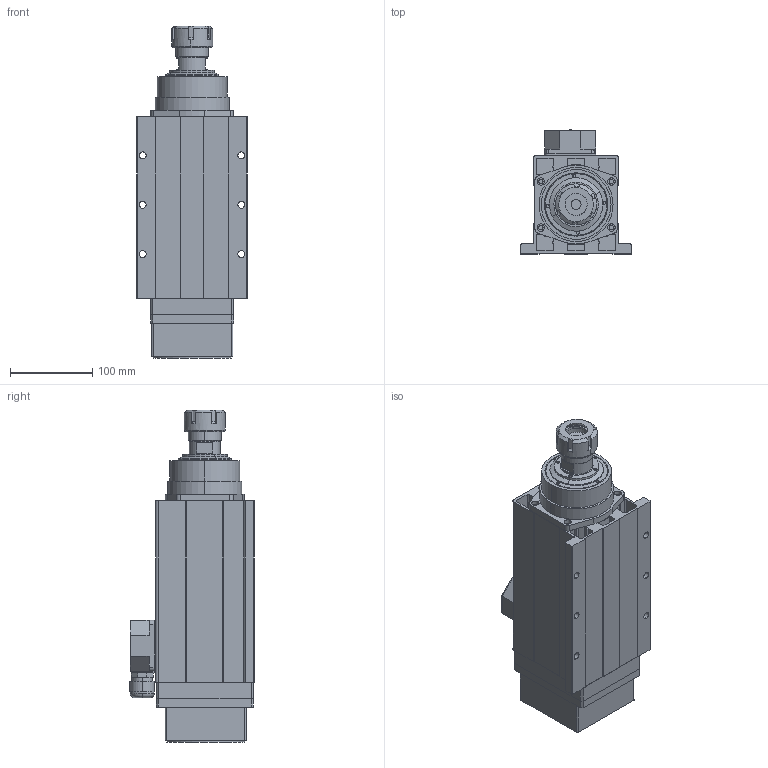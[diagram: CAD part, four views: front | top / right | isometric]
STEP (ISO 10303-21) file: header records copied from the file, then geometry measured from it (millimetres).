
FILE_DESCRIPTION (( 'STEP AP214' ), '1' );
FILE_NAME ('GDF60-18Z-5.5接线盒带脚款.STEP', '2021-05-27T08:19:06', ( '电脑' ), ( '' ), 'SwSTEP 2.0', 'SolidWorks 2018', '' );
FILE_SCHEMA (( 'AUTOMOTIVE_DESIGN' ));
Length unit declared in the file: millimetre
Products named in the file (15): 瑞欶結啣; GDF60-18Z-6.0-03 傷裔25; 瑞欶綴結啣; GDF46睿60籵蚚堤盄碟62x62; ER32樓綠蹟簽; GDF46睿60籵蚚堤盄碟62x62-PG13; GDF60-18Z-5.5(4.0)瑞欶SLDPRT; 萇埭羲壽M18x1.5PG13.5AD18; ER32-12 粟俶芠標; GDF60-18Z-6.0 儂褲湍褐; GDF60-18Z-6.0-01 躇猾裔; GDF46睿60籵蚚寡蝶菜62x62; GDF60-18Z-6.0-02 ヶ裔; GDF60-18Z-6.0-07 粣芛; GDF60-18Z-5.5諉盄碟湍褐遴
Assembly tree (14 placements, depth 3):
  GDF60-18Z-5.5諉盄碟湍褐遴
    GDF60-18Z-6.0-03 傷裔25
    GDF60-18Z-6.0-01 躇猾裔
    GDF60-18Z-6.0-07 粣芛
    GDF60-18Z-6.0-02 ヶ裔
    ER32-12 粟俶芠標
    ER32樓綠蹟簽
    瑞欶綴結啣
    瑞欶結啣
    GDF60-18Z-5.5(4.0)瑞欶SLDPRT
    GDF60-18Z-6.0 儂褲湍褐
    GDF46睿60籵蚚堤盄碟62x62-PG13
      GDF46睿60籵蚚寡蝶菜62x62
      GDF46睿60籵蚚堤盄碟62x62
      萇埭羲壽M18x1.5PG13.5AD18
Bounding box: 135 x 151.3 x 404 mm (x, y, z)
Volume: 2088592.4 mm3; surface area: 487293.1 mm2
Topology: 13 solids, 13 shells, 459 faces, 1170 edges, 774 vertices
Faces by surface type: plane 233, cylinder 202, cone 22, torus 2
Entity records: 14818 total; most frequent: DIRECTION 2542, CARTESIAN_POINT 2517, ORIENTED_EDGE 2340, EDGE_CURVE 1170, AXIS2_PLACEMENT_3D 923, VERTEX_POINT 774, VECTOR 696, LINE 696
